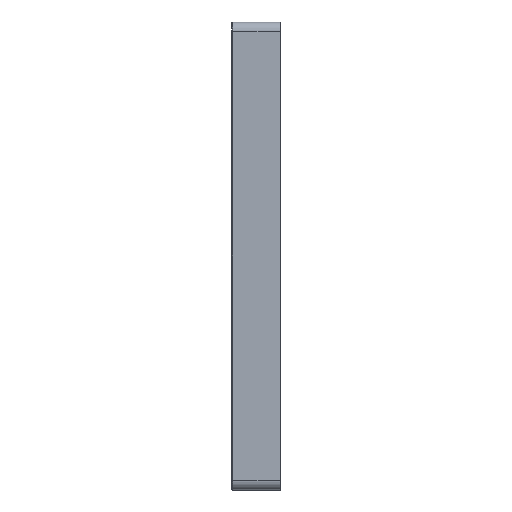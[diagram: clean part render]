
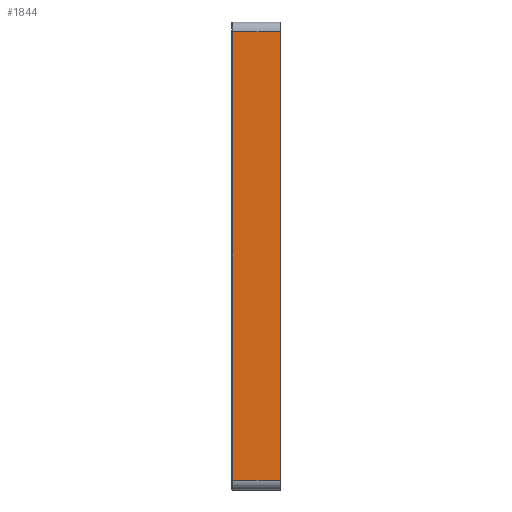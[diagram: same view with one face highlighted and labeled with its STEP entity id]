
A CAD part, left-side view. The second image highlights one B-rep face of the part: STEP entity #1844.
In plain terms, the highlighted planar face has unit normal (-1, 0, 0).
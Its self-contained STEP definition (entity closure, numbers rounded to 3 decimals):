
#76=PLANE('',#1987);
#174=FACE_OUTER_BOUND('',#301,.T.);
#301=EDGE_LOOP('',(#1470,#1471,#1472,#1473));
#478=LINE('',#2923,#673);
#479=LINE('',#2925,#674);
#480=LINE('',#2927,#675);
#481=LINE('',#2928,#676);
#673=VECTOR('',#2323,10.);
#674=VECTOR('',#2324,10.);
#675=VECTOR('',#2325,10.);
#676=VECTOR('',#2326,10.);
#952=VERTEX_POINT('',#2921);
#953=VERTEX_POINT('',#2922);
#954=VERTEX_POINT('',#2924);
#955=VERTEX_POINT('',#2926);
#1145=EDGE_CURVE('',#952,#953,#478,.T.);
#1146=EDGE_CURVE('',#954,#952,#479,.T.);
#1147=EDGE_CURVE('',#955,#954,#480,.T.);
#1148=EDGE_CURVE('',#953,#955,#481,.T.);
#1470=ORIENTED_EDGE('',*,*,#1145,.F.);
#1471=ORIENTED_EDGE('',*,*,#1146,.F.);
#1472=ORIENTED_EDGE('',*,*,#1147,.F.);
#1473=ORIENTED_EDGE('',*,*,#1148,.F.);
#1844=ADVANCED_FACE('',(#174),#76,.T.);
#1987=AXIS2_PLACEMENT_3D('',#2920,#2321,#2322);
#2321=DIRECTION('center_axis',(-1.,0.,0.));
#2322=DIRECTION('ref_axis',(0.,0.,1.));
#2323=DIRECTION('',(0.,0.,-1.));
#2324=DIRECTION('',(0.,-1.,0.));
#2325=DIRECTION('',(0.,0.,1.));
#2326=DIRECTION('',(0.,1.,0.));
#2920=CARTESIAN_POINT('Origin',(-55.,1.6,-120.));
#2921=CARTESIAN_POINT('',(-55.,-18.4,115.));
#2922=CARTESIAN_POINT('',(-55.,-18.4,-115.));
#2923=CARTESIAN_POINT('',(-55.,-18.4,110.));
#2924=CARTESIAN_POINT('',(-55.,6.1,115.));
#2925=CARTESIAN_POINT('',(-55.,1.6,115.));
#2926=CARTESIAN_POINT('',(-55.,6.1,-115.));
#2927=CARTESIAN_POINT('',(-55.,6.1,-60.));
#2928=CARTESIAN_POINT('',(-55.,1.6,-115.));
